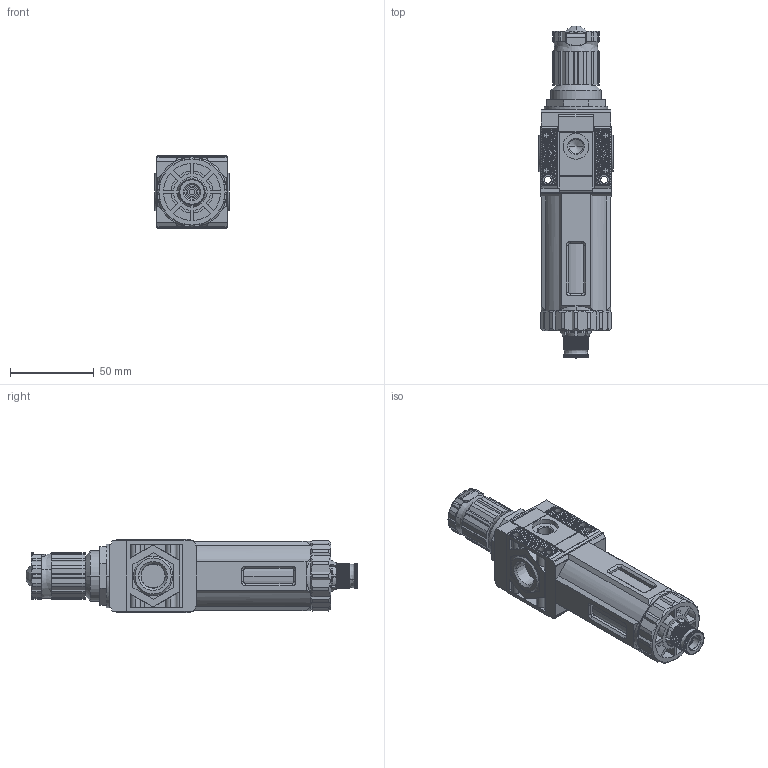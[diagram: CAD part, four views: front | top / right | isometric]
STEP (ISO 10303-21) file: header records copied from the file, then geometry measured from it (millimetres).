
FILE_DESCRIPTION (( 'STEP AP203' ), '1' );
FILE_NAME ('5U13B243.step', '2023-05-17T14:57:51', ( '' ), ( '' ), 'SwSTEP 2.0', 'SolidWorks 2021', '' );
FILE_SCHEMA (( 'CONFIG_CONTROL_DESIGN' ));
Length unit declared in the file: inch
Products named in the file (1): 5U13B243
Bounding box: 44.2 x 198 x 43.6 mm (x, y, z)
Volume: 160738.4 mm3; surface area: 74283.8 mm2
Topology: 15 solids, 15 shells, 2177 faces, 5788 edges, 3675 vertices
Faces by surface type: plane 1612, cylinder 418, cone 105, bspline 42
Entity records: 68924 total; most frequent: CARTESIAN_POINT 15378, ORIENTED_EDGE 11564, DIRECTION 10634, EDGE_CURVE 5782, VECTOR 4190, LINE 4190, VERTEX_POINT 3675, AXIS2_PLACEMENT_3D 3222
